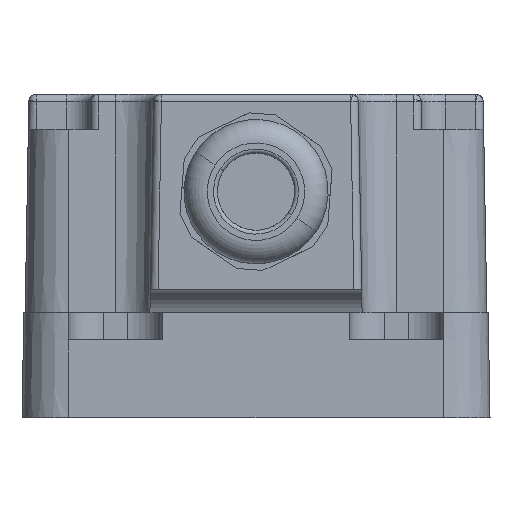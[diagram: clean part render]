
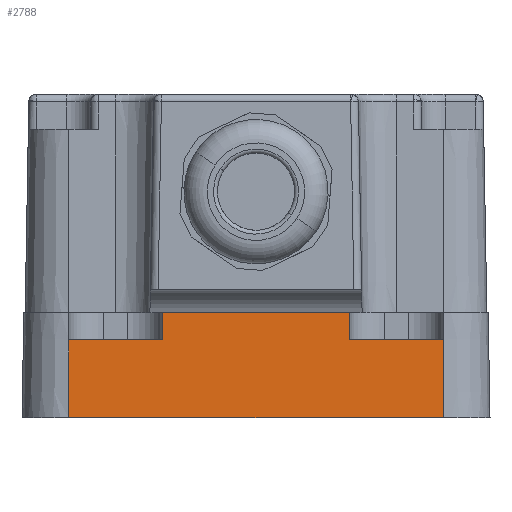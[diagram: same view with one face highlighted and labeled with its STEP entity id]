
A CAD part, front view. The second image highlights one B-rep face of the part: STEP entity #2788.
In plain terms, the highlighted planar face has unit normal (0, -1, 0.018).
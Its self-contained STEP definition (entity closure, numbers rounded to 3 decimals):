
#2736=AXIS2_PLACEMENT_3D('Plane Axis2P3D',#2733,#2734,#2735) ;
#164=CARTESIAN_POINT('Vertex',(54.,26.332,0.)) ;
#167=CARTESIAN_POINT('Line Origine',(30.,26.332,0.)) ;
#171=CARTESIAN_POINT('Vertex',(6.,26.332,0.)) ;
#2712=CARTESIAN_POINT('Line Origine',(6.,-8696.871,-499751.978)) ;
#2716=CARTESIAN_POINT('Vertex',(6.,26.507,10.)) ;
#2733=CARTESIAN_POINT('Axis2P3D Location',(0.,26.332,0.)) ;
#2738=CARTESIAN_POINT('Line Origine',(54.,26.419,5.)) ;
#2742=CARTESIAN_POINT('Vertex',(54.,26.507,10.)) ;
#2745=CARTESIAN_POINT('Line Origine',(48.,26.507,10.)) ;
#2749=CARTESIAN_POINT('Vertex',(42.,26.507,10.)) ;
#2752=CARTESIAN_POINT('Line Origine',(42.,26.537,11.75)) ;
#2756=CARTESIAN_POINT('Vertex',(42.,26.568,13.5)) ;
#2759=CARTESIAN_POINT('Line Origine',(30.,26.568,13.5)) ;
#2763=CARTESIAN_POINT('Vertex',(18.,26.568,13.5)) ;
#2766=CARTESIAN_POINT('Line Origine',(18.,26.537,11.75)) ;
#2770=CARTESIAN_POINT('Vertex',(18.,26.507,10.)) ;
#2773=CARTESIAN_POINT('Line Origine',(12.,26.507,10.)) ;
#168=DIRECTION('Vector Direction',(1.,0.,0.)) ;
#2713=DIRECTION('Vector Direction',(0.,-0.017,-1.)) ;
#2734=DIRECTION('Axis2P3D Direction',(0.,1.,-0.017)) ;
#2735=DIRECTION('Axis2P3D XDirection',(1.,0.,0.)) ;
#2739=DIRECTION('Vector Direction',(0.,-0.017,-1.)) ;
#2746=DIRECTION('Vector Direction',(1.,0.,0.)) ;
#2753=DIRECTION('Vector Direction',(0.,-0.017,-1.)) ;
#2760=DIRECTION('Vector Direction',(1.,0.,0.)) ;
#2767=DIRECTION('Vector Direction',(0.,-0.017,-1.)) ;
#2774=DIRECTION('Vector Direction',(1.,0.,0.)) ;
#169=VECTOR('Line Direction',#168,1.) ;
#2714=VECTOR('Line Direction',#2713,1.) ;
#2740=VECTOR('Line Direction',#2739,1.) ;
#2747=VECTOR('Line Direction',#2746,1.) ;
#2754=VECTOR('Line Direction',#2753,1.) ;
#2761=VECTOR('Line Direction',#2760,1.) ;
#2768=VECTOR('Line Direction',#2767,1.) ;
#2775=VECTOR('Line Direction',#2774,1.) ;
#2779=ORIENTED_EDGE('',*,*,#2718,.F.) ;
#2780=ORIENTED_EDGE('',*,*,#173,.F.) ;
#2781=ORIENTED_EDGE('',*,*,#2744,.T.) ;
#2782=ORIENTED_EDGE('',*,*,#2751,.T.) ;
#2783=ORIENTED_EDGE('',*,*,#2758,.F.) ;
#2784=ORIENTED_EDGE('',*,*,#2765,.F.) ;
#2785=ORIENTED_EDGE('',*,*,#2772,.T.) ;
#2786=ORIENTED_EDGE('',*,*,#2777,.F.) ;
#2788=ADVANCED_FACE('Hauptk\X2\00F6\X0\rper.1',(#2787),#2737,.F.) ;
#173=EDGE_CURVE('',#165,#172,#170,.F.) ;
#2718=EDGE_CURVE('',#172,#2717,#2715,.F.) ;
#2744=EDGE_CURVE('',#165,#2743,#2741,.F.) ;
#2751=EDGE_CURVE('',#2743,#2750,#2748,.F.) ;
#2758=EDGE_CURVE('',#2757,#2750,#2755,.T.) ;
#2765=EDGE_CURVE('',#2764,#2757,#2762,.T.) ;
#2772=EDGE_CURVE('',#2764,#2771,#2769,.T.) ;
#2777=EDGE_CURVE('',#2717,#2771,#2776,.T.) ;
#2778=EDGE_LOOP('',(#2779,#2780,#2781,#2782,#2783,#2784,#2785,#2786)) ;
#2787=FACE_OUTER_BOUND('',#2778,.T.) ;
#170=LINE('Line',#167,#169) ;
#2715=LINE('Line',#2712,#2714) ;
#2741=LINE('Line',#2738,#2740) ;
#2748=LINE('Line',#2745,#2747) ;
#2755=LINE('Line',#2752,#2754) ;
#2762=LINE('Line',#2759,#2761) ;
#2769=LINE('Line',#2766,#2768) ;
#2776=LINE('Line',#2773,#2775) ;
#2737=PLANE('',#2736) ;
#165=VERTEX_POINT('',#164) ;
#172=VERTEX_POINT('',#171) ;
#2717=VERTEX_POINT('',#2716) ;
#2743=VERTEX_POINT('',#2742) ;
#2750=VERTEX_POINT('',#2749) ;
#2757=VERTEX_POINT('',#2756) ;
#2764=VERTEX_POINT('',#2763) ;
#2771=VERTEX_POINT('',#2770) ;
